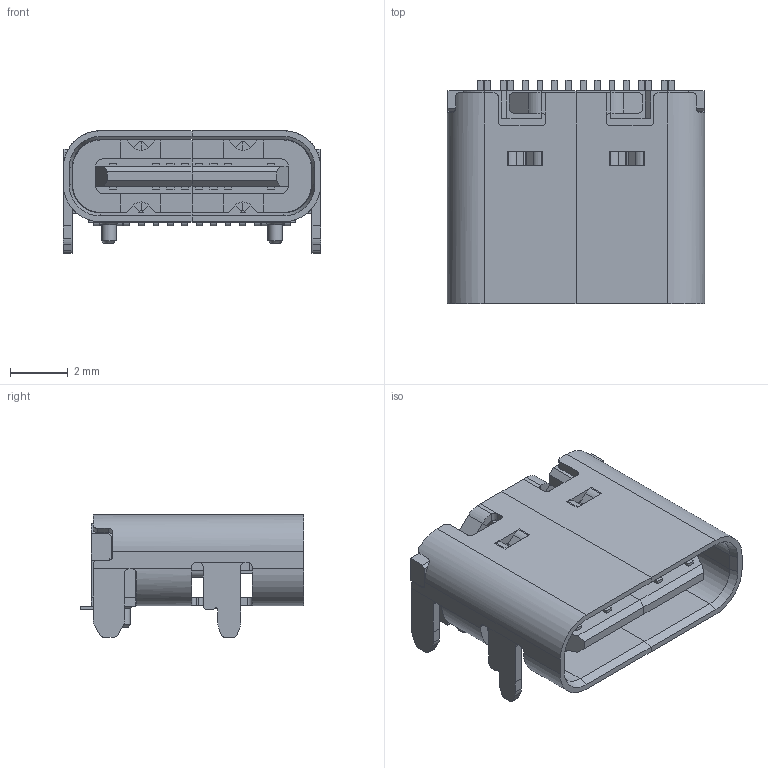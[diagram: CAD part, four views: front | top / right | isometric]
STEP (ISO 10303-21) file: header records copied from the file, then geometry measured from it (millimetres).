
FILE_DESCRIPTION(('FreeCAD Model'),'2;1');
FILE_NAME('Open CASCADE Shape Model','2025-04-28T12:26:12',(''),(''), 'Open CASCADE STEP processor 7.8','FreeCAD','Unknown');
FILE_SCHEMA(('AUTOMOTIVE_DESIGN { 1 0 10303 214 1 1 1 1 }'));
Length unit declared in the file: millimetre
Products named in the file (37): USB_C_Receptacle_16P_TopMnt_Horizontal_GCT_USB4105-xx-A073; USB_C_Receptacle_16P_TopMnt_Horizontal_GCT_USB4105-xx-A037; USB_C_Receptacle_16P_TopMnt_Horizontal_GCT_USB4105-xx-A038; USB_C_Receptacle_16P_TopMnt_Horizontal_GCT_USB4105-xx-A039; USB_C_Receptacle_16P_TopMnt_Horizontal_GCT_USB4105-xx-A040; USB_C_Receptacle_16P_TopMnt_Horizontal_GCT_USB4105-xx-A041; USB_C_Receptacle_16P_TopMnt_Horizontal_GCT_USB4105-xx-A042; USB_C_Receptacle_16P_TopMnt_Horizontal_GCT_USB4105-xx-A043; USB_C_Receptacle_16P_TopMnt_Horizontal_GCT_USB4105-xx-A044; USB_C_Receptacle_16P_TopMnt_Horizontal_GCT_USB4105-xx-A045; USB_C_Receptacle_16P_TopMnt_Horizontal_GCT_USB4105-xx-A046; USB_C_Receptacle_16P_TopMnt_Horizontal_GCT_USB4105-xx-A047; USB_C_Receptacle_16P_TopMnt_Horizontal_GCT_USB4105-xx-A048; USB_C_Receptacle_16P_TopMnt_Horizontal_GCT_USB4105-xx-A049; USB_C_Receptacle_16P_TopMnt_Horizontal_GCT_USB4105-xx-A050; USB_C_Receptacle_16P_TopMnt_Horizontal_GCT_USB4105-xx-A051; USB_C_Receptacle_16P_TopMnt_Horizontal_GCT_USB4105-xx-A052; USB_C_Receptacle_16P_TopMnt_Horizontal_GCT_USB4105-xx-A053; USB_C_Receptacle_16P_TopMnt_Horizontal_GCT_USB4105-xx-A054; USB_C_Receptacle_16P_TopMnt_Horizontal_GCT_USB4105-xx-A055; USB_C_Receptacle_16P_TopMnt_Horizontal_GCT_USB4105-xx-A056; USB_C_Receptacle_16P_TopMnt_Horizontal_GCT_USB4105-xx-A057; USB_C_Receptacle_16P_TopMnt_Horizontal_GCT_USB4105-xx-A058; USB_C_Receptacle_16P_TopMnt_Horizontal_GCT_USB4105-xx-A059; USB_C_Receptacle_16P_TopMnt_Horizontal_GCT_USB4105-xx-A060; USB_C_Receptacle_16P_TopMnt_Horizontal_GCT_USB4105-xx-A061; USB_C_Receptacle_16P_TopMnt_Horizontal_GCT_USB4105-xx-A062; USB_C_Receptacle_16P_TopMnt_Horizontal_GCT_USB4105-xx-A063; USB_C_Receptacle_16P_TopMnt_Horizontal_GCT_USB4105-xx-A064; USB_C_Receptacle_16P_TopMnt_Horizontal_GCT_USB4105-xx-A065; USB_C_Receptacle_16P_TopMnt_Horizontal_GCT_USB4105-xx-A066; USB_C_Receptacle_16P_TopMnt_Horizontal_GCT_USB4105-xx-A067; USB_C_Receptacle_16P_TopMnt_Horizontal_GCT_USB4105-xx-A068; USB_C_Receptacle_16P_TopMnt_Horizontal_GCT_USB4105-xx-A069; USB_C_Receptacle_16P_TopMnt_Horizontal_GCT_USB4105-xx-A070; USB_C_Receptacle_16P_TopMnt_Horizontal_GCT_USB4105-xx-A071; USB_C_Receptacle_16P_TopMnt_Horizontal_GCT_USB4105-xx-A072
Assembly tree (36 placements, depth 2):
  USB_C_Receptacle_16P_TopMnt_Horizontal_GCT_USB4105-xx-A073
    USB_C_Receptacle_16P_TopMnt_Horizontal_GCT_USB4105-xx-A037
    USB_C_Receptacle_16P_TopMnt_Horizontal_GCT_USB4105-xx-A038
    USB_C_Receptacle_16P_TopMnt_Horizontal_GCT_USB4105-xx-A039
    USB_C_Receptacle_16P_TopMnt_Horizontal_GCT_USB4105-xx-A040
    USB_C_Receptacle_16P_TopMnt_Horizontal_GCT_USB4105-xx-A041
    USB_C_Receptacle_16P_TopMnt_Horizontal_GCT_USB4105-xx-A042
    USB_C_Receptacle_16P_TopMnt_Horizontal_GCT_USB4105-xx-A043
    USB_C_Receptacle_16P_TopMnt_Horizontal_GCT_USB4105-xx-A044
    USB_C_Receptacle_16P_TopMnt_Horizontal_GCT_USB4105-xx-A045
    USB_C_Receptacle_16P_TopMnt_Horizontal_GCT_USB4105-xx-A046
    USB_C_Receptacle_16P_TopMnt_Horizontal_GCT_USB4105-xx-A047
    USB_C_Receptacle_16P_TopMnt_Horizontal_GCT_USB4105-xx-A048
    USB_C_Receptacle_16P_TopMnt_Horizontal_GCT_USB4105-xx-A049
    USB_C_Receptacle_16P_TopMnt_Horizontal_GCT_USB4105-xx-A050
    USB_C_Receptacle_16P_TopMnt_Horizontal_GCT_USB4105-xx-A051
    USB_C_Receptacle_16P_TopMnt_Horizontal_GCT_USB4105-xx-A052
    USB_C_Receptacle_16P_TopMnt_Horizontal_GCT_USB4105-xx-A053
    USB_C_Receptacle_16P_TopMnt_Horizontal_GCT_USB4105-xx-A054
    USB_C_Receptacle_16P_TopMnt_Horizontal_GCT_USB4105-xx-A055
    USB_C_Receptacle_16P_TopMnt_Horizontal_GCT_USB4105-xx-A056
    USB_C_Receptacle_16P_TopMnt_Horizontal_GCT_USB4105-xx-A057
    USB_C_Receptacle_16P_TopMnt_Horizontal_GCT_USB4105-xx-A058
    USB_C_Receptacle_16P_TopMnt_Horizontal_GCT_USB4105-xx-A059
    USB_C_Receptacle_16P_TopMnt_Horizontal_GCT_USB4105-xx-A060
    USB_C_Receptacle_16P_TopMnt_Horizontal_GCT_USB4105-xx-A061
    USB_C_Receptacle_16P_TopMnt_Horizontal_GCT_USB4105-xx-A062
    USB_C_Receptacle_16P_TopMnt_Horizontal_GCT_USB4105-xx-A063
    USB_C_Receptacle_16P_TopMnt_Horizontal_GCT_USB4105-xx-A064
    USB_C_Receptacle_16P_TopMnt_Horizontal_GCT_USB4105-xx-A065
    USB_C_Receptacle_16P_TopMnt_Horizontal_GCT_USB4105-xx-A066
    USB_C_Receptacle_16P_TopMnt_Horizontal_GCT_USB4105-xx-A067
    USB_C_Receptacle_16P_TopMnt_Horizontal_GCT_USB4105-xx-A068
    USB_C_Receptacle_16P_TopMnt_Horizontal_GCT_USB4105-xx-A069
    USB_C_Receptacle_16P_TopMnt_Horizontal_GCT_USB4105-xx-A070
    USB_C_Receptacle_16P_TopMnt_Horizontal_GCT_USB4105-xx-A071
    USB_C_Receptacle_16P_TopMnt_Horizontal_GCT_USB4105-xx-A072
Bounding box: 8.94 x 7.78 x 4.26 mm (x, y, z)
Volume: 119.9 mm3; surface area: 535.5 mm2
Topology: 36 solids, 36 shells, 646 faces, 1600 edges, 1016 vertices
Faces by surface type: plane 498, cylinder 140, cone 8
Full cylindrical faces by diameter (mm): 0.5 x2
Entity records: 19886 total; most frequent: CARTESIAN_POINT 3403, DIRECTION 3240, ORIENTED_EDGE 3200, EDGE_CURVE 1600, LINE 1302, VECTOR 1302, VERTEX_POINT 1016, AXIS2_PLACEMENT_3D 969
